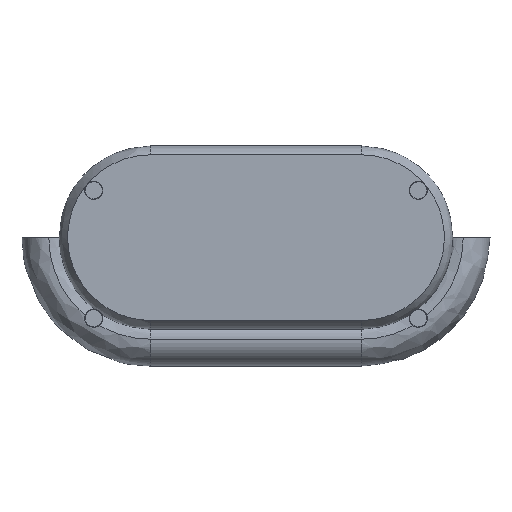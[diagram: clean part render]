
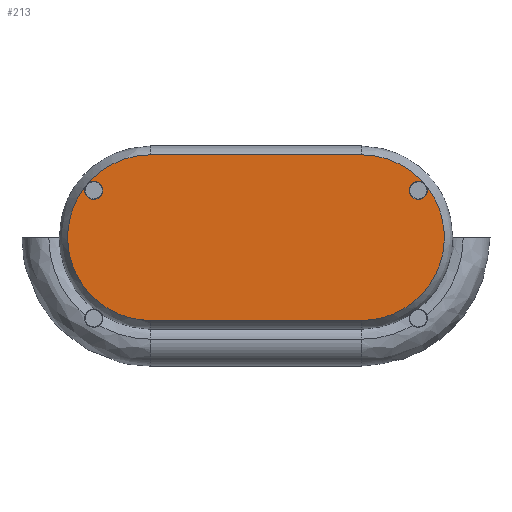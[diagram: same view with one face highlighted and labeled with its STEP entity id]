
A CAD part, front view. The second image highlights one B-rep face of the part: STEP entity #213.
In plain terms, the highlighted planar face has unit normal (0, -1, 0).
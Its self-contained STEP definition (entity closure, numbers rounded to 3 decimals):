
#213=ADVANCED_FACE('',(#291),#1147,.T.);
#291=FACE_OUTER_BOUND('',#385,.T.);
#385=EDGE_LOOP('',(#659,#660,#661,#662));
#659=ORIENTED_EDGE('',*,*,#820,.F.);
#660=ORIENTED_EDGE('',*,*,#819,.T.);
#661=ORIENTED_EDGE('',*,*,#818,.T.);
#662=ORIENTED_EDGE('',*,*,#817,.F.);
#817=EDGE_CURVE('',#1063,#1064,#971,.T.);
#818=EDGE_CURVE('',#1065,#1064,#905,.T.);
#819=EDGE_CURVE('',#1066,#1065,#972,.T.);
#820=EDGE_CURVE('',#1066,#1063,#906,.T.);
#905=(
BOUNDED_CURVE()
B_SPLINE_CURVE(2,(#3112,#3113,#3114,#3115,#3116),.UNSPECIFIED.,.F.,.F.)
B_SPLINE_CURVE_WITH_KNOTS((3,2,3),(0.,435.111,870.221),
 .UNSPECIFIED.)
CURVE()
GEOMETRIC_REPRESENTATION_ITEM()
RATIONAL_B_SPLINE_CURVE((1.,0.707,1.,0.707,1.))
REPRESENTATION_ITEM('')
);
#906=(
BOUNDED_CURVE()
B_SPLINE_CURVE(2,(#3119,#3120,#3121,#3122,#3123),.UNSPECIFIED.,.F.,.F.)
B_SPLINE_CURVE_WITH_KNOTS((3,2,3),(0.,435.111,870.221),
 .UNSPECIFIED.)
CURVE()
GEOMETRIC_REPRESENTATION_ITEM()
RATIONAL_B_SPLINE_CURVE((1.,0.707,1.,0.707,1.))
REPRESENTATION_ITEM('')
);
#971=B_SPLINE_CURVE_WITH_KNOTS('',1,(#3110,#3111),.UNSPECIFIED.,.F.,.F.,
(2,2),(0.,706.),.UNSPECIFIED.);
#972=B_SPLINE_CURVE_WITH_KNOTS('',1,(#3117,#3118),.UNSPECIFIED.,.F.,.F.,
(2,2),(0.,706.),.UNSPECIFIED.);
#1063=VERTEX_POINT('',#3102);
#1064=VERTEX_POINT('',#3103);
#1065=VERTEX_POINT('',#3104);
#1066=VERTEX_POINT('',#3105);
#1147=PLANE('',#1193);
#1193=AXIS2_PLACEMENT_3D('',#3030,#1223,$);
#1223=DIRECTION('',(0.,-1.,0.));
#3030=CARTESIAN_POINT('',(-630.,240.,-277.));
#3102=CARTESIAN_POINT('',(353.,240.,-277.));
#3103=CARTESIAN_POINT('',(-353.,240.,-277.));
#3104=CARTESIAN_POINT('',(-353.,240.,277.));
#3105=CARTESIAN_POINT('',(353.,240.,277.));
#3110=CARTESIAN_POINT('',(353.,240.,-277.));
#3111=CARTESIAN_POINT('',(-353.,240.,-277.));
#3112=CARTESIAN_POINT('',(-353.,240.,277.));
#3113=CARTESIAN_POINT('',(-630.,240.,277.));
#3114=CARTESIAN_POINT('',(-630.,240.,0.));
#3115=CARTESIAN_POINT('',(-630.,240.,-277.));
#3116=CARTESIAN_POINT('',(-353.,240.,-277.));
#3117=CARTESIAN_POINT('',(353.,240.,277.));
#3118=CARTESIAN_POINT('',(-353.,240.,277.));
#3119=CARTESIAN_POINT('',(353.,240.,277.));
#3120=CARTESIAN_POINT('',(630.,240.,277.));
#3121=CARTESIAN_POINT('',(630.,240.,0.));
#3122=CARTESIAN_POINT('',(630.,240.,-277.));
#3123=CARTESIAN_POINT('',(353.,240.,-277.));
